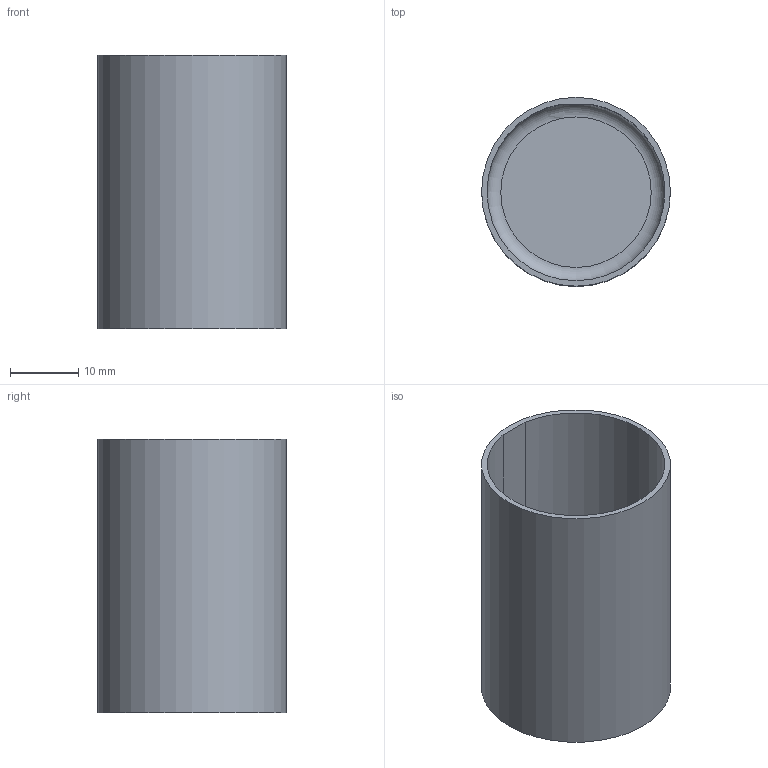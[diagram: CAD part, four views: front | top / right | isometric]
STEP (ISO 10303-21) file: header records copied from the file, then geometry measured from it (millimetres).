
FILE_DESCRIPTION( ( '' ), ' ' );
FILE_NAME( '5e9fd97919412915cf617644.step', '2020-04-22T05:43:22', ( '' ), ( '' ), ' ', ' ', ' ' );
FILE_SCHEMA( ( 'AUTOMOTIVE_DESIGN { 1 0 10303 214 1 1 1 1 }' ) );
Length unit declared in the file: metre
Products named in the file (1): Fitting
Bounding box: 27.6 x 27.6 x 40 mm (x, y, z)
Volume: 3899 mm3; surface area: 7688.4 mm2
Topology: 1 solids, 1 shells, 7 faces, 12 edges, 8 vertices
Faces by surface type: plane 4, cylinder 2, torus 1
Full cylindrical faces by diameter (mm): 27.6 x1
Entity records: 245 total; most frequent: CARTESIAN_POINT 47, DIRECTION 29, ORIENTED_EDGE 18, AXIS2_PLACEMENT_3D 13, EDGE_LOOP 10, FACE_OUTER_BOUND 9, EDGE_CURVE 9, STYLED_ITEM 7
